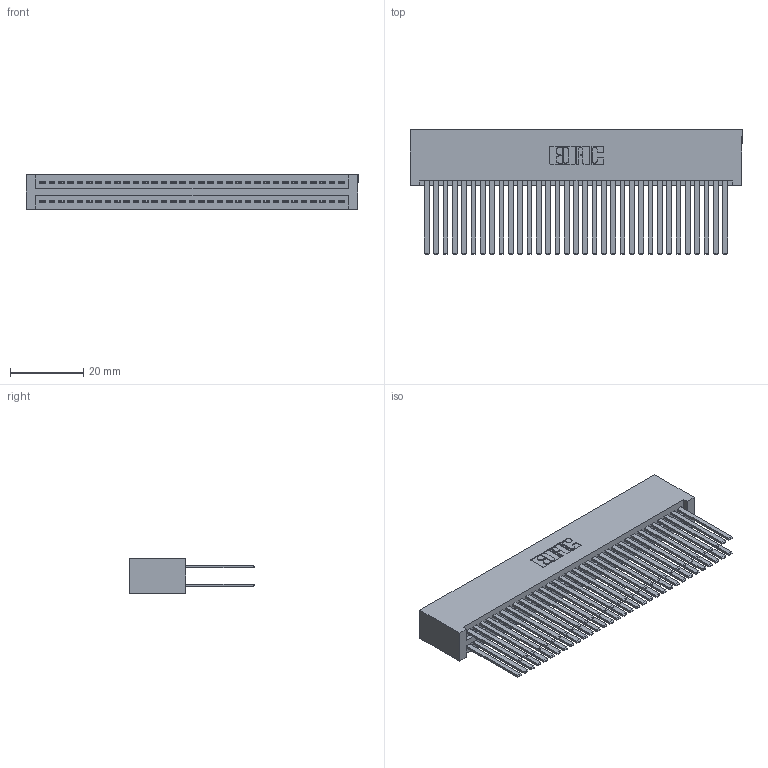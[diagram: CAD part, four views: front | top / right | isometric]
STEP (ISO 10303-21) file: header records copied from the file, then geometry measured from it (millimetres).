
FILE_DESCRIPTION (( 'STEP AP203' ), '1' );
FILE_NAME ('345-066-544-201.STEP', '2019-10-30T17:36:32', ( '' ), ( '' ), 'SwSTEP 2.0', 'SolidWorks 2016', '' );
FILE_SCHEMA (( 'CONFIG_CONTROL_DESIGN' ));
Length unit declared in the file: inch
Products named in the file (3): 345-292-001_345-293-144; 345-066-544-201; 345 Part_No Mounting Lugs
Assembly tree (67 placements, depth 2):
  345-066-544-201
    345 Part_No Mounting Lugs
    345-292-001_345-293-144  x66
Bounding box: 90.42 x 33.96 x 9.4 mm (x, y, z)
Volume: 10241.4 mm3; surface area: 17979.2 mm2
Topology: 67 solids, 67 shells, 3022 faces, 8963 edges, 5886 vertices
Faces by surface type: plane 1990, cylinder 1032
Entity records: 26643 total; most frequent: CARTESIAN_POINT 4472, ORIENTED_EDGE 4406, DIRECTION 3947, EDGE_CURVE 2203, VECTOR 1951, LINE 1951, VERTEX_POINT 1466, AXIS2_PLACEMENT_3D 998
